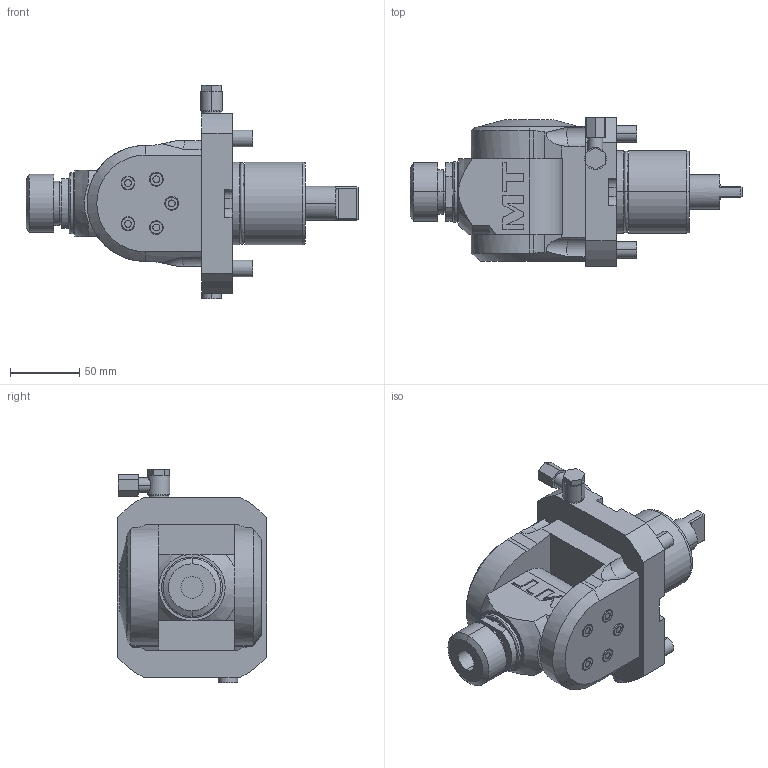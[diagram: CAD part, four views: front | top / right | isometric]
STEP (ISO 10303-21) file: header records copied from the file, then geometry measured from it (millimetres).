
FILE_DESCRIPTION((''),'2;1');
FILE_NAME('MNL0930125_CONF','2023-02-16T12:50:20',('sterribile'),('M.T. srl'),'CREO PARAMETRIC BY PTC INC, 2021072','CREO PARAMETRIC BY PTC INC, 2021072','');
FILE_SCHEMA(('CONFIG_CONTROL_DESIGN'));
Length unit declared in the file: millimetre
Products named in the file (1): MNL0930125_CONF
Bounding box: 240.16 x 108 x 154.5 mm (x, y, z)
Volume: 1029938.5 mm3; surface area: 103038.3 mm2
Topology: 1 solids, 1 shells, 330 faces, 813 edges, 525 vertices
Faces by surface type: plane 173, cylinder 105, cone 26, torus 20, extrusion 4, sphere 2
Entity records: 10383 total; most frequent: CARTESIAN_POINT 2397, DIRECTION 1685, ORIENTED_EDGE 1626, EDGE_CURVE 813, AXIS2_PLACEMENT_3D 615, VERTEX_POINT 525, VECTOR 455, LINE 451
